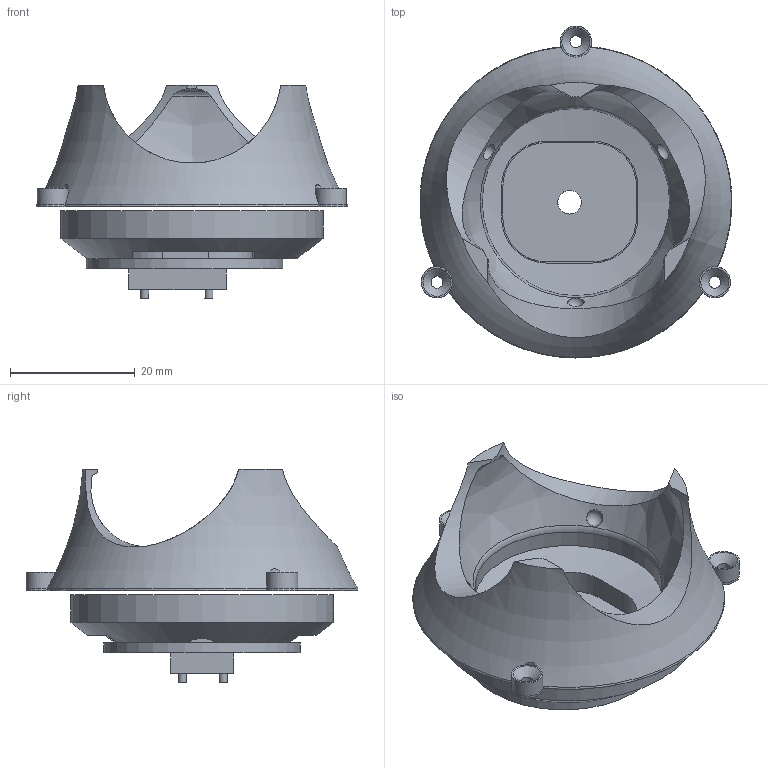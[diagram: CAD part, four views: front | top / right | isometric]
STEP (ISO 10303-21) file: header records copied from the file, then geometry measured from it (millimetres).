
FILE_DESCRIPTION(('STEP AP214'),'1');
FILE_NAME('trackball_assembly.stp','2024-03-05T11:12:30',(' '),(' '),'Spatial InterOp 3D',' ',' ');
FILE_SCHEMA(('AUTOMOTIVE_DESIGN { 1 0 10303 214 1 1 1 1 }'));
Length unit declared in the file: metre
Products named in the file (1): Ball holder
Bounding box: 49.93 x 53.17 x 34.2 mm (x, y, z)
Volume: 16307.2 mm3; surface area: 11176.3 mm2
Topology: 5 solids, 5 shells, 103 faces, 270 edges, 176 vertices
Faces by surface type: plane 46, cylinder 37, bspline 7, torus 5, cone 5, sphere 3
Full cylindrical faces by diameter (mm): 1.3 x2, 1.9 x3, 2.4 x2, 3.8 x2, 30 x1, 31.5 x1, 42.1 x1
Entity records: 4814 total; most frequent: CARTESIAN_POINT 1633, ORIENTED_EDGE 458, DIRECTION 446, EDGE_CURVE 229, AXIS2_PLACEMENT_3D 180, VERTEX_POINT 158, EDGE_LOOP 145, FACE_OUTER_BOUND 118
